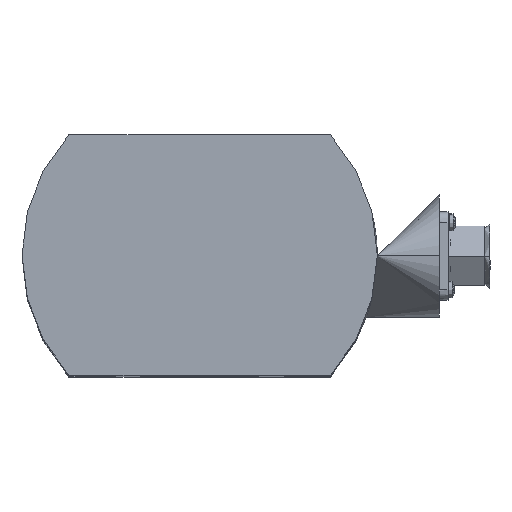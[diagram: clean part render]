
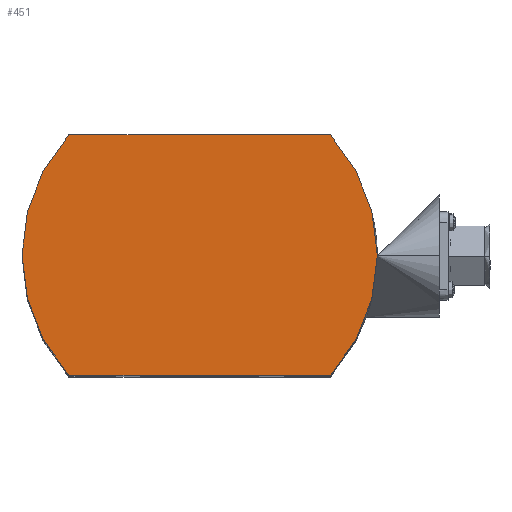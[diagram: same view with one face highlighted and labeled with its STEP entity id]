
A CAD part, left-side view. The second image highlights one B-rep face of the part: STEP entity #451.
In plain terms, the highlighted planar face has unit normal (-1, 0, 0.002).
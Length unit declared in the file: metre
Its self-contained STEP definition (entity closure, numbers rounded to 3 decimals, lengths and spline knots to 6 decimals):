
#451=ADVANCED_FACE('0:5768',(#1258),#1259,.T.);
#1258=FACE_OUTER_BOUND('',#2458,.T.);
#1259=PLANE('',#2459);
#2458=EDGE_LOOP('',(#4020,#4021,#4022,#4023,#4024,#4025));
#2459=AXIS2_PLACEMENT_3D('',#4026,#4027,#4028);
#4020=ORIENTED_EDGE('',*,*,#7494,.F.);
#4021=ORIENTED_EDGE('',*,*,#7495,.F.);
#4022=ORIENTED_EDGE('',*,*,#7496,.F.);
#4023=ORIENTED_EDGE('',*,*,#7497,.F.);
#4024=ORIENTED_EDGE('',*,*,#7498,.T.);
#4025=ORIENTED_EDGE('',*,*,#7499,.F.);
#4026=CARTESIAN_POINT('',(-0.091471,0.116756,0.00024));
#4027=DIRECTION('',(-1.,0.,0.002));
#4028=DIRECTION('',(0.,1.,0.));
#7494=EDGE_CURVE('0:6773',#9039,#9040,#9041,.T.);
#7495=EDGE_CURVE('0:6776',#9042,#9039,#9043,.T.);
#7496=EDGE_CURVE('',#9044,#9042,#9045,.T.);
#7497=EDGE_CURVE('0:6779',#9046,#9044,#9047,.T.);
#7498=EDGE_CURVE('0:6782',#9046,#9048,#9049,.T.);
#7499=EDGE_CURVE('',#9040,#9048,#9050,.T.);
#9039=VERTEX_POINT('',#11387);
#9040=VERTEX_POINT('',#11388);
#9041=CIRCLE('',#11389,0.065);
#9042=VERTEX_POINT('',#11390);
#9043=LINE('',#11391,#11392);
#9044=VERTEX_POINT('',#11393);
#9045=CIRCLE('',#11394,0.065);
#9046=VERTEX_POINT('',#11395);
#9047=CIRCLE('',#11396,0.065);
#9048=VERTEX_POINT('',#11397);
#9049=LINE('',#11398,#11399);
#9050=CIRCLE('',#11400,0.065);
#11387=CARTESIAN_POINT('',(-0.091392,0.068914,0.044242));
#11388=CARTESIAN_POINT('',(-0.091471,0.051756,0.000242));
#11389=AXIS2_PLACEMENT_3D('',#15218,#15219,#15220);
#11390=CARTESIAN_POINT('',(-0.091393,0.164601,0.044238));
#11391=CARTESIAN_POINT('',(-0.091392,0.116757,0.04424));
#11392=VECTOR('',#15221,0.);
#11393=CARTESIAN_POINT('',(-0.091471,0.181756,0.000238));
#11394=AXIS2_PLACEMENT_3D('',#15222,#15223,#15224);
#11395=CARTESIAN_POINT('',(-0.09155,0.164598,-0.043762));
#11396=AXIS2_PLACEMENT_3D('',#15225,#15226,#15227);
#11397=CARTESIAN_POINT('',(-0.09155,0.068911,-0.043758));
#11398=CARTESIAN_POINT('',(-0.09155,0.116754,-0.04376));
#11399=VECTOR('',#15228,0.);
#11400=AXIS2_PLACEMENT_3D('',#15229,#15230,#15231);
#15218=CARTESIAN_POINT('',(-0.091471,0.116756,0.00024));
#15219=DIRECTION('',(1.,0.,-0.002));
#15220=DIRECTION('',(0.,-1.,0.));
#15221=DIRECTION('',(0.,-1.,0.));
#15222=CARTESIAN_POINT('',(-0.091471,0.116756,0.00024));
#15223=DIRECTION('',(1.,0.,-0.002));
#15224=DIRECTION('',(0.,1.,0.));
#15225=CARTESIAN_POINT('',(-0.091471,0.116756,0.00024));
#15226=DIRECTION('',(1.,0.,-0.002));
#15227=DIRECTION('',(0.,1.,0.));
#15228=DIRECTION('',(0.,-1.,0.));
#15229=CARTESIAN_POINT('',(-0.091471,0.116756,0.00024));
#15230=DIRECTION('',(1.,0.,-0.002));
#15231=DIRECTION('',(0.,-1.,0.));
